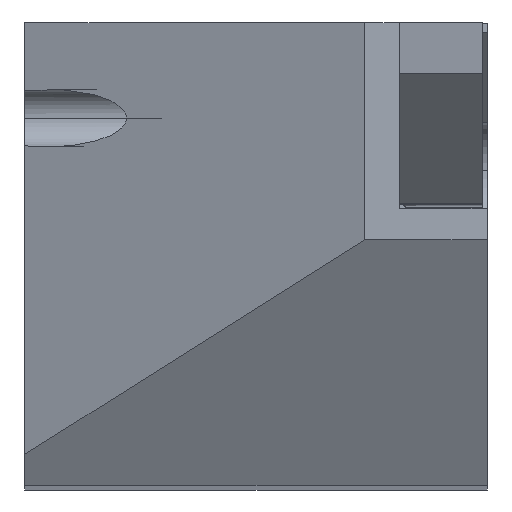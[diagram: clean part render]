
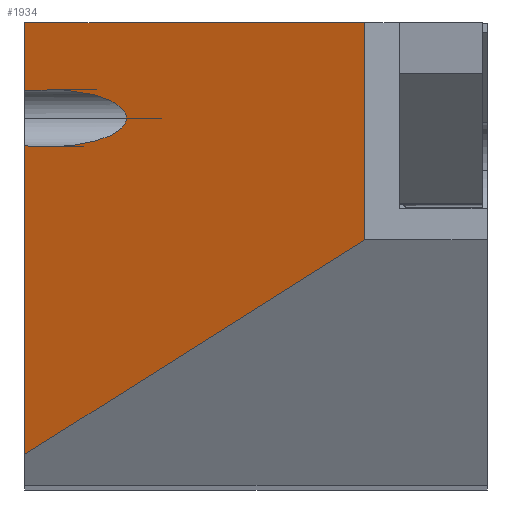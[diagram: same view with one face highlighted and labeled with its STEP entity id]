
A CAD part, top view. The second image highlights one B-rep face of the part: STEP entity #1934.
In plain terms, the highlighted planar face has unit normal (-0.342, 0, 0.94).
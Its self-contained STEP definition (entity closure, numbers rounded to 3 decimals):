
#57 = CARTESIAN_POINT ( 'NONE',  ( 14.7, 180.2, 0. ) ) ;
#98 = VECTOR ( 'NONE', #1468, 1000. ) ;
#130 = ORIENTED_EDGE ( 'NONE', *, *, #733, .F. ) ;
#150 = VECTOR ( 'NONE', #1818, 1000. ) ;
#207 = LINE ( 'NONE', #573, #150 ) ;
#237 = VERTEX_POINT ( 'NONE', #373 ) ;
#337 = FACE_OUTER_BOUND ( 'NONE', #597, .T. ) ;
#338 =( BOUNDED_CURVE ( )  B_SPLINE_CURVE ( 3, ( #1500, #773, #1853, #781 ),
 .UNSPECIFIED., .F., .F. ) 
 B_SPLINE_CURVE_WITH_KNOTS ( ( 4, 4 ),
 ( 4.428, 6.283 ),
 .UNSPECIFIED. ) 
 CURVE ( )  GEOMETRIC_REPRESENTATION_ITEM ( )  RATIONAL_B_SPLINE_CURVE ( ( 1., 0.733, 0.733, 1. ) ) 
 REPRESENTATION_ITEM ( '' )  );
#347 = ORIENTED_EDGE ( 'NONE', *, *, #1681, .T. ) ;
#356 = VERTEX_POINT ( 'NONE', #575 ) ;
#373 = CARTESIAN_POINT ( 'NONE',  ( 14.7, 10.6, 0. ) ) ;
#380 = ORIENTED_EDGE ( 'NONE', *, *, #783, .F. ) ;
#467 = VERTEX_POINT ( 'NONE', #603 ) ;
#521 = VERTEX_POINT ( 'NONE', #2205 ) ;
#571 = VERTEX_POINT ( 'NONE', #1128 ) ;
#573 = CARTESIAN_POINT ( 'NONE',  ( 0., 0., -5.35 ) ) ;
#575 = CARTESIAN_POINT ( 'NONE',  ( 14.7, 20., 0. ) ) ;
#577 =( BOUNDED_CURVE ( )  B_SPLINE_CURVE ( 3, ( #1678, #1289, #2025, #951 ),
 .UNSPECIFIED., .F., .F. ) 
 B_SPLINE_CURVE_WITH_KNOTS ( ( 4, 4 ),
 ( 0., 1.855 ),
 .UNSPECIFIED. ) 
 CURVE ( )  GEOMETRIC_REPRESENTATION_ITEM ( )  RATIONAL_B_SPLINE_CURVE ( ( 1., 0.733, 0.733, 1. ) ) 
 REPRESENTATION_ITEM ( '' )  );
#597 = EDGE_LOOP ( 'NONE', ( #380, #130, #347, #2179, #1964, #723, #1696 ) ) ;
#603 = CARTESIAN_POINT ( 'NONE',  ( 0., 1.333, -5.35 ) ) ;
#678 = DIRECTION ( 'NONE',  ( 0.94, 0., 0.342 ) ) ;
#695 = VECTOR ( 'NONE', #1189, 1000. ) ;
#723 = ORIENTED_EDGE ( 'NONE', *, *, #1380, .T. ) ;
#733 = EDGE_CURVE ( 'NONE', #1908, #521, #863, .T. ) ;
#773 = CARTESIAN_POINT ( 'NONE',  ( 2.398, 17.335, -4.478 ) ) ;
#781 = CARTESIAN_POINT ( 'NONE',  ( 4.397, 15.88, -3.75 ) ) ;
#783 = EDGE_CURVE ( 'NONE', #521, #356, #1764, .T. ) ;
#863 = LINE ( 'NONE', #1370, #1264 ) ;
#951 = CARTESIAN_POINT ( 'NONE',  ( 0., 14.68, -5.35 ) ) ;
#957 = CARTESIAN_POINT ( 'NONE',  ( 125.982, 80.754, 40.503 ) ) ;
#1114 = EDGE_CURVE ( 'NONE', #467, #571, #207, .T. ) ;
#1128 = CARTESIAN_POINT ( 'NONE',  ( 0., 14.68, -5.35 ) ) ;
#1139 = EDGE_CURVE ( 'NONE', #356, #237, #1976, .T. ) ;
#1178 = CARTESIAN_POINT ( 'NONE',  ( -38.455, 20., -19.347 ) ) ;
#1189 = DIRECTION ( 'NONE',  ( 0.808, 0.51, 0.294 ) ) ;
#1264 = VECTOR ( 'NONE', #1565, 1000. ) ;
#1289 = CARTESIAN_POINT ( 'NONE',  ( 4.397, 14.971, -3.75 ) ) ;
#1344 = CARTESIAN_POINT ( 'NONE',  ( 4.397, 15.88, -3.75 ) ) ;
#1370 = CARTESIAN_POINT ( 'NONE',  ( 0., 0., -5.35 ) ) ;
#1376 = DIRECTION ( 'NONE',  ( 0.94, 0., 0.342 ) ) ;
#1379 = CARTESIAN_POINT ( 'NONE',  ( 14.7, 180.2, 0. ) ) ;
#1380 = EDGE_CURVE ( 'NONE', #467, #237, #1709, .T. ) ;
#1432 = VERTEX_POINT ( 'NONE', #1344 ) ;
#1468 = DIRECTION ( 'NONE',  ( 0., -1., 0. ) ) ;
#1500 = CARTESIAN_POINT ( 'NONE',  ( 0., 17.08, -5.35 ) ) ;
#1565 = DIRECTION ( 'NONE',  ( 0., 1., 0. ) ) ;
#1662 = EDGE_CURVE ( 'NONE', #1432, #571, #577, .T. ) ;
#1678 = CARTESIAN_POINT ( 'NONE',  ( 4.397, 15.88, -3.75 ) ) ;
#1681 = EDGE_CURVE ( 'NONE', #1908, #1432, #338, .T. ) ;
#1696 = ORIENTED_EDGE ( 'NONE', *, *, #1139, .F. ) ;
#1709 = LINE ( 'NONE', #957, #695 ) ;
#1749 = DIRECTION ( 'NONE',  ( -0.342, 0., 0.94 ) ) ;
#1764 = LINE ( 'NONE', #1178, #2169 ) ;
#1818 = DIRECTION ( 'NONE',  ( 0., 1., 0. ) ) ;
#1853 = CARTESIAN_POINT ( 'NONE',  ( 4.397, 16.789, -3.75 ) ) ;
#1908 = VERTEX_POINT ( 'NONE', #2253 ) ;
#1934 = ADVANCED_FACE ( 'NONE', ( #337 ), #2260, .T. ) ;
#1964 = ORIENTED_EDGE ( 'NONE', *, *, #1114, .F. ) ;
#1976 = LINE ( 'NONE', #57, #98 ) ;
#2025 = CARTESIAN_POINT ( 'NONE',  ( 2.398, 14.425, -4.478 ) ) ;
#2150 = AXIS2_PLACEMENT_3D ( 'NONE', #1379, #1749, #678 ) ;
#2169 = VECTOR ( 'NONE', #1376, 1000. ) ;
#2179 = ORIENTED_EDGE ( 'NONE', *, *, #1662, .T. ) ;
#2205 = CARTESIAN_POINT ( 'NONE',  ( 0., 20., -5.35 ) ) ;
#2253 = CARTESIAN_POINT ( 'NONE',  ( 0., 17.08, -5.35 ) ) ;
#2260 = PLANE ( 'NONE',  #2150 ) ;
